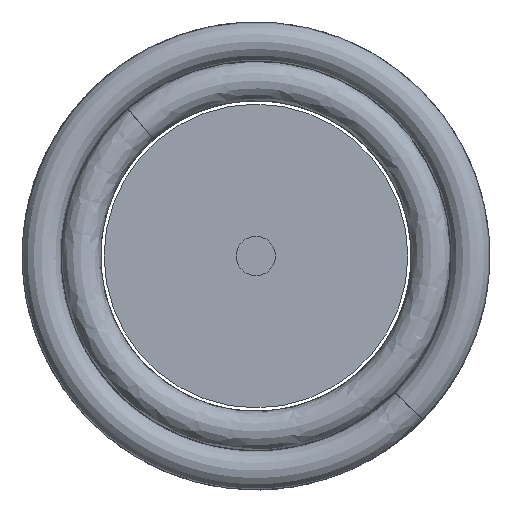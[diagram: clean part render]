
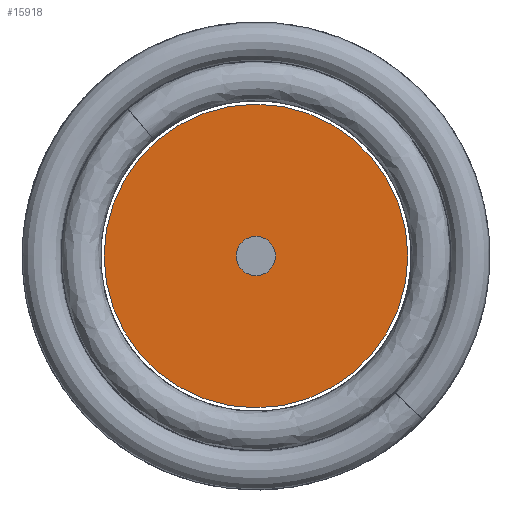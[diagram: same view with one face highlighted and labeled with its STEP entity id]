
A CAD part, front view. The second image highlights one B-rep face of the part: STEP entity #15918.
In plain terms, the highlighted planar face has unit normal (0, -1, 0).
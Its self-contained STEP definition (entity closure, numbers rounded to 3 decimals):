
#15793=CARTESIAN_POINT('',(0.,-28.375,0.));
#15794=DIRECTION('',(0.,1.,0.));
#15795=DIRECTION('',(1.,0.,0.));
#15796=AXIS2_PLACEMENT_3D('',#15793,#15794,#15795);
#15798=CARTESIAN_POINT('',(0.,-28.375,0.));
#15799=DIRECTION('',(0.,1.,0.));
#15800=DIRECTION('',(-1.,0.,0.));
#15801=AXIS2_PLACEMENT_3D('',#15798,#15799,#15800);
#15803=CARTESIAN_POINT('',(0.,-28.375,0.));
#15804=DIRECTION('',(0.,1.,0.));
#15805=DIRECTION('',(-1.,0.,0.));
#15806=AXIS2_PLACEMENT_3D('',#15803,#15804,#15805);
#15808=CARTESIAN_POINT('',(0.,-28.375,0.));
#15809=DIRECTION('',(0.,1.,0.));
#15810=DIRECTION('',(1.,0.,0.));
#15811=AXIS2_PLACEMENT_3D('',#15808,#15809,#15810);
#15877=CARTESIAN_POINT('',(3.131,-28.375,0.));
#15878=CARTESIAN_POINT('',(-3.131,-28.375,0.));
#15879=VERTEX_POINT('',#15877);
#15880=VERTEX_POINT('',#15878);
#15893=CARTESIAN_POINT('',(-0.405,-28.375,0.));
#15894=VERTEX_POINT('',#15893);
#15897=CARTESIAN_POINT('',(0.405,-28.375,0.));
#15898=VERTEX_POINT('',#15897);
#15901=CARTESIAN_POINT('',(0.,-28.375,0.));
#15902=DIRECTION('',(0.,1.,0.));
#15903=DIRECTION('',(1.,0.,0.));
#15904=AXIS2_PLACEMENT_3D('',#15901,#15902,#15903);
#15905=PLANE('',#15904);
#15907=ORIENTED_EDGE('',*,*,#15906,.T.);
#15909=ORIENTED_EDGE('',*,*,#15908,.T.);
#15910=EDGE_LOOP('',(#15907,#15909));
#15911=FACE_OUTER_BOUND('',#15910,.F.);
#15913=ORIENTED_EDGE('',*,*,#15912,.F.);
#15915=ORIENTED_EDGE('',*,*,#15914,.F.);
#15916=EDGE_LOOP('',(#15913,#15915));
#15917=FACE_BOUND('',#15916,.F.);
#15797=CIRCLE('',#15796,3.131);
#15802=CIRCLE('',#15801,3.131);
#15807=CIRCLE('',#15806,0.405);
#15812=CIRCLE('',#15811,0.405);
#15906=EDGE_CURVE('',#15879,#15880,#15797,.T.);
#15908=EDGE_CURVE('',#15880,#15879,#15802,.T.);
#15912=EDGE_CURVE('',#15894,#15898,#15807,.T.);
#15914=EDGE_CURVE('',#15898,#15894,#15812,.T.);
#15918=ADVANCED_FACE('',(#15911,#15917),#15905,.F.);
